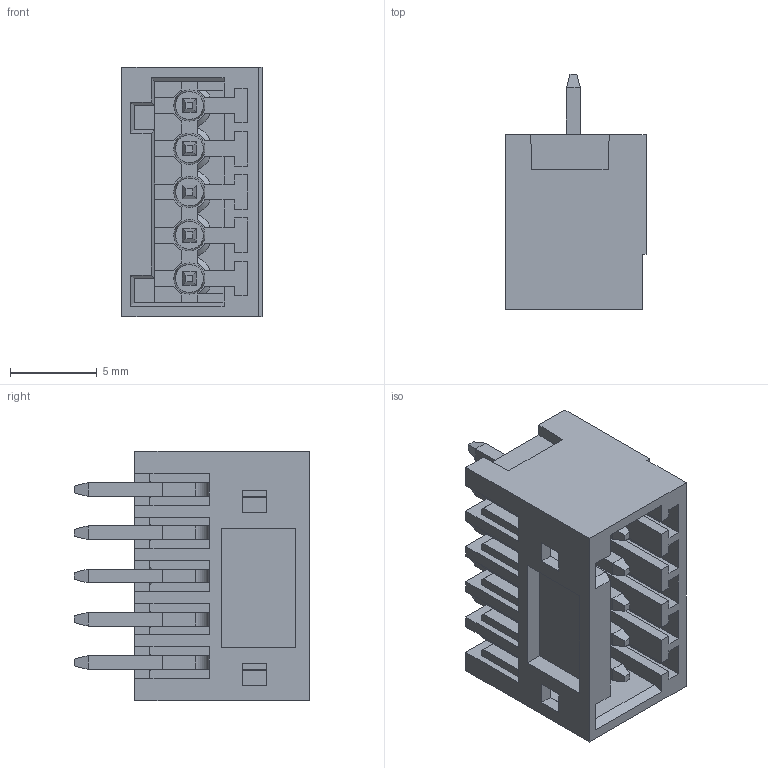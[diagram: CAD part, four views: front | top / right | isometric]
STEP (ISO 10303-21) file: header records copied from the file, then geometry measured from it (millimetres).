
FILE_DESCRIPTION( ('This file contains a STEP AP42 implementation' ,'as created by ZW3D STEP Interface translator.') ,'2;1' );
FILE_NAME( 'WJ15EDGVC-2.5-05P-00A.stp' ,'231218.162516', (''), ('ZWCAD Software Co.'), 'Version 1.0', 'ZW3D to STEP translator', '' );
FILE_SCHEMA(('AUTOMOTIVE_DESIGN { 1 0 10303 214 1 1 1 1 }'));
Length unit declared in the file: millimetre
Products named in the file (2): 0; WJ15EDGVC-2.5-06P-00A
Bounding box: 8.1 x 13.6 x 14.4 mm (x, y, z)
Volume: 609.5 mm3; surface area: 1563.1 mm2
Topology: 1 solids, 1 shells, 428 faces, 1127 edges, 718 vertices
Faces by surface type: plane 383, cylinder 25, cone 20
Entity records: 13386 total; most frequent: CARTESIAN_POINT 2356, ORIENTED_EDGE 2254, DIRECTION 2045, EDGE_CURVE 1127, VECTOR 1027, LINE 1027, VERTEX_POINT 718, AXIS2_PLACEMENT_3D 509
